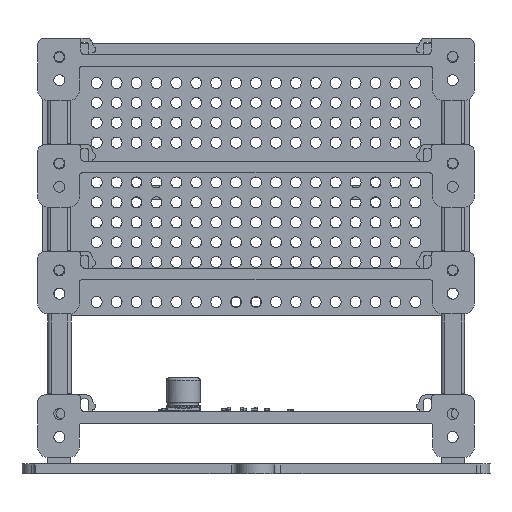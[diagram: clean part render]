
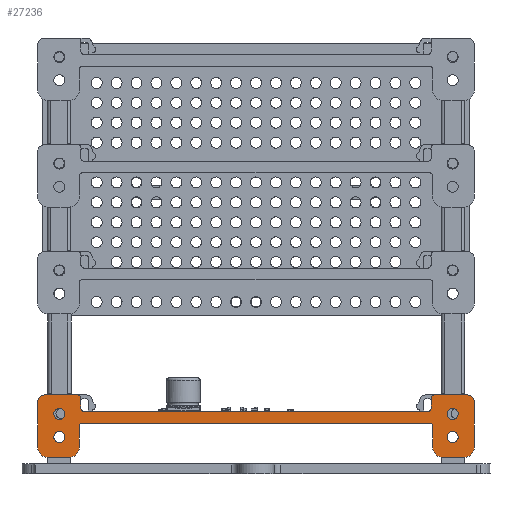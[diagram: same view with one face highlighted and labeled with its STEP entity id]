
A CAD part, front view. The second image highlights one B-rep face of the part: STEP entity #27236.
In plain terms, the highlighted planar face has unit normal (0, -1, 0).
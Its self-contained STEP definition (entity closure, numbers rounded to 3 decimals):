
#971=CIRCLE('',#28389,1.);
#973=CIRCLE('',#28392,1.);
#986=CIRCLE('',#28414,1.65);
#988=CIRCLE('',#28430,1.65);
#994=CIRCLE('',#28447,1.);
#995=CIRCLE('',#28449,2.);
#997=CIRCLE('',#28458,2.);
#999=CIRCLE('',#28461,1.);
#1013=CIRCLE('',#28486,1.65);
#1015=CIRCLE('',#28502,1.65);
#1022=CIRCLE('',#28519,1.);
#1024=CIRCLE('',#28522,1.);
#1026=CIRCLE('',#28529,3.);
#1027=CIRCLE('',#28530,3.);
#1028=CIRCLE('',#28531,3.);
#1029=CIRCLE('',#28532,3.);
#3760=ORIENTED_EDGE('',*,*,#8695,.F.);
#3761=ORIENTED_EDGE('',*,*,#8661,.F.);
#3762=ORIENTED_EDGE('',*,*,#8804,.F.);
#3763=ORIENTED_EDGE('',*,*,#8849,.T.);
#3764=ORIENTED_EDGE('',*,*,#8805,.F.);
#3765=ORIENTED_EDGE('',*,*,#8850,.T.);
#3766=ORIENTED_EDGE('',*,*,#8718,.F.);
#3767=ORIENTED_EDGE('',*,*,#8842,.T.);
#3768=ORIENTED_EDGE('',*,*,#8839,.T.);
#3769=ORIENTED_EDGE('',*,*,#8605,.F.);
#3770=ORIENTED_EDGE('',*,*,#8717,.T.);
#3771=ORIENTED_EDGE('',*,*,#8851,.T.);
#3772=ORIENTED_EDGE('',*,*,#8677,.T.);
#3773=ORIENTED_EDGE('',*,*,#8852,.T.);
#3774=ORIENTED_EDGE('',*,*,#8683,.T.);
#3775=ORIENTED_EDGE('',*,*,#8712,.T.);
#3776=ORIENTED_EDGE('',*,*,#8628,.F.);
#3777=ORIENTED_EDGE('',*,*,#8711,.T.);
#3778=ORIENTED_EDGE('',*,*,#8713,.F.);
#3779=ORIENTED_EDGE('',*,*,#8601,.F.);
#3780=ORIENTED_EDGE('',*,*,#8853,.F.);
#3781=ORIENTED_EDGE('',*,*,#8844,.T.);
#3782=ORIENTED_EDGE('',*,*,#8726,.T.);
#3783=ORIENTED_EDGE('',*,*,#8740,.F.);
#3784=ORIENTED_EDGE('',*,*,#8833,.T.);
#3785=ORIENTED_EDGE('',*,*,#8736,.F.);
#3786=ORIENTED_EDGE('',*,*,#8786,.T.);
#3787=ORIENTED_EDGE('',*,*,#8819,.T.);
#8601=EDGE_CURVE('',#11393,#11394,#971,.T.);
#8605=EDGE_CURVE('',#11397,#11398,#973,.T.);
#8628=EDGE_CURVE('',#11416,#11417,#13660,.T.);
#8661=EDGE_CURVE('',#11444,#11444,#986,.T.);
#8677=EDGE_CURVE('',#11454,#11455,#13698,.T.);
#8683=EDGE_CURVE('',#11458,#11459,#13704,.T.);
#8695=EDGE_CURVE('',#11464,#11464,#988,.T.);
#8711=EDGE_CURVE('',#11416,#11470,#994,.T.);
#8712=EDGE_CURVE('',#11459,#11417,#995,.T.);
#8713=EDGE_CURVE('',#11394,#11470,#13725,.T.);
#8717=EDGE_CURVE('',#11397,#11472,#13729,.T.);
#8718=EDGE_CURVE('',#11473,#11474,#13730,.T.);
#8726=EDGE_CURVE('',#11481,#11482,#13738,.T.);
#8736=EDGE_CURVE('',#11491,#11492,#997,.T.);
#8740=EDGE_CURVE('',#11494,#11482,#999,.T.);
#8786=EDGE_CURVE('',#11531,#11531,#1013,.T.);
#8804=EDGE_CURVE('',#11544,#11491,#13797,.T.);
#8805=EDGE_CURVE('',#11545,#11546,#13798,.T.);
#8819=EDGE_CURVE('',#11552,#11552,#1015,.T.);
#8833=EDGE_CURVE('',#11494,#11492,#13819,.T.);
#8839=EDGE_CURVE('',#11560,#11398,#13825,.T.);
#8842=EDGE_CURVE('',#11473,#11560,#1022,.T.);
#8844=EDGE_CURVE('',#11562,#11481,#1024,.T.);
#8849=EDGE_CURVE('',#11544,#11546,#1026,.F.);
#8850=EDGE_CURVE('',#11545,#11474,#1027,.F.);
#8851=EDGE_CURVE('',#11472,#11454,#1028,.F.);
#8852=EDGE_CURVE('',#11455,#11458,#1029,.F.);
#8853=EDGE_CURVE('',#11562,#11393,#13831,.T.);
#11393=VERTEX_POINT('',#39065);
#11394=VERTEX_POINT('',#39067);
#11397=VERTEX_POINT('',#39074);
#11398=VERTEX_POINT('',#39076);
#11416=VERTEX_POINT('',#39122);
#11417=VERTEX_POINT('',#39124);
#11444=VERTEX_POINT('',#39187);
#11454=VERTEX_POINT('',#39220);
#11455=VERTEX_POINT('',#39221);
#11458=VERTEX_POINT('',#39231);
#11459=VERTEX_POINT('',#39232);
#11464=VERTEX_POINT('',#39255);
#11470=VERTEX_POINT('',#39287);
#11472=VERTEX_POINT('',#39299);
#11473=VERTEX_POINT('',#39303);
#11474=VERTEX_POINT('',#39304);
#11481=VERTEX_POINT('',#39321);
#11482=VERTEX_POINT('',#39322);
#11491=VERTEX_POINT('',#39341);
#11492=VERTEX_POINT('',#39343);
#11494=VERTEX_POINT('',#39349);
#11531=VERTEX_POINT('',#39444);
#11544=VERTEX_POINT('',#39480);
#11545=VERTEX_POINT('',#39484);
#11546=VERTEX_POINT('',#39485);
#11552=VERTEX_POINT('',#39512);
#11560=VERTEX_POINT('',#39549);
#11562=VERTEX_POINT('',#39558);
#13660=LINE('',#39123,#15843);
#13698=LINE('',#39219,#15881);
#13704=LINE('',#39230,#15887);
#13725=LINE('',#39292,#15908);
#13729=LINE('',#39300,#15912);
#13730=LINE('',#39302,#15913);
#13738=LINE('',#39320,#15921);
#13797=LINE('',#39481,#15980);
#13798=LINE('',#39483,#15981);
#13819=LINE('',#39535,#16002);
#13825=LINE('',#39548,#16008);
#13831=LINE('',#39572,#16014);
#15843=VECTOR('',#31302,1000.);
#15881=VECTOR('',#31382,1000.);
#15887=VECTOR('',#31390,1000.);
#15908=VECTOR('',#31467,1000.);
#15912=VECTOR('',#31475,1000.);
#15913=VECTOR('',#31478,1000.);
#15921=VECTOR('',#31490,1000.);
#15980=VECTOR('',#31625,1000.);
#15981=VECTOR('',#31628,1000.);
#16002=VECTOR('',#31683,1000.);
#16008=VECTOR('',#31701,1000.);
#16014=VECTOR('',#31737,1000.);
#17832=EDGE_LOOP('',(#3760));
#17833=EDGE_LOOP('',(#3761));
#17834=EDGE_LOOP('',(#3762,#3763,#3764,#3765,#3766,#3767,#3768,#3769,#3770,
#3771,#3772,#3773,#3774,#3775,#3776,#3777,#3778,#3779,#3780,#3781,#3782,
#3783,#3784,#3785));
#17835=EDGE_LOOP('',(#3786));
#17836=EDGE_LOOP('',(#3787));
#19704=FACE_BOUND('',#17832,.T.);
#19705=FACE_BOUND('',#17833,.T.);
#19706=FACE_BOUND('',#17834,.T.);
#19707=FACE_BOUND('',#17835,.T.);
#19708=FACE_BOUND('',#17836,.T.);
#21384=PLANE('',#28528);
#27236=ADVANCED_FACE('',(#19704,#19705,#19706,#19707,#19708),#21384,.F.);
#28389=AXIS2_PLACEMENT_3D('',#39066,#31256,#31257);
#28392=AXIS2_PLACEMENT_3D('',#39075,#31264,#31265);
#28414=AXIS2_PLACEMENT_3D('',#39186,#31351,#31352);
#28430=AXIS2_PLACEMENT_3D('',#39254,#31415,#31416);
#28447=AXIS2_PLACEMENT_3D('',#39288,#31459,#31460);
#28449=AXIS2_PLACEMENT_3D('',#39290,#31463,#31464);
#28458=AXIS2_PLACEMENT_3D('',#39342,#31503,#31504);
#28461=AXIS2_PLACEMENT_3D('',#39350,#31511,#31512);
#28486=AXIS2_PLACEMENT_3D('',#39443,#31593,#31594);
#28502=AXIS2_PLACEMENT_3D('',#39511,#31656,#31657);
#28519=AXIS2_PLACEMENT_3D('',#39553,#31706,#31707);
#28522=AXIS2_PLACEMENT_3D('',#39557,#31712,#31713);
#28528=AXIS2_PLACEMENT_3D('',#39567,#31727,#31728);
#28529=AXIS2_PLACEMENT_3D('',#39568,#31729,#31730);
#28530=AXIS2_PLACEMENT_3D('',#39569,#31731,#31732);
#28531=AXIS2_PLACEMENT_3D('',#39570,#31733,#31734);
#28532=AXIS2_PLACEMENT_3D('',#39571,#31735,#31736);
#31256=DIRECTION('',(0.,-1.,0.));
#31257=DIRECTION('',(0.,0.,1.));
#31264=DIRECTION('',(0.,-1.,0.));
#31265=DIRECTION('',(0.,0.,1.));
#31302=DIRECTION('',(1.,0.,0.));
#31351=DIRECTION('',(0.,-1.,0.));
#31352=DIRECTION('',(0.,0.,1.));
#31382=DIRECTION('',(1.,0.,0.));
#31390=DIRECTION('',(0.,0.,1.));
#31415=DIRECTION('',(0.,-1.,0.));
#31416=DIRECTION('',(0.,0.,1.));
#31459=DIRECTION('',(0.,-1.,0.));
#31460=DIRECTION('',(0.,0.,1.));
#31463=DIRECTION('',(0.,-1.,0.));
#31464=DIRECTION('',(0.,0.,1.));
#31467=DIRECTION('',(0.,0.,1.));
#31475=DIRECTION('',(0.,0.,-1.));
#31478=DIRECTION('',(0.,0.,-1.));
#31490=DIRECTION('',(0.,0.,1.));
#31503=DIRECTION('',(0.,1.,0.));
#31504=DIRECTION('',(0.,0.,1.));
#31511=DIRECTION('',(0.,1.,0.));
#31512=DIRECTION('',(0.,0.,1.));
#31593=DIRECTION('',(0.,1.,0.));
#31594=DIRECTION('',(0.,0.,1.));
#31625=DIRECTION('',(0.,0.,1.));
#31628=DIRECTION('',(-1.,0.,0.));
#31656=DIRECTION('',(0.,1.,0.));
#31657=DIRECTION('',(0.,0.,1.));
#31683=DIRECTION('',(-1.,0.,0.));
#31701=DIRECTION('',(1.,0.,0.));
#31706=DIRECTION('',(0.,1.,0.));
#31707=DIRECTION('',(0.,0.,1.));
#31712=DIRECTION('',(0.,1.,0.));
#31713=DIRECTION('',(0.,0.,1.));
#31727=DIRECTION('',(0.,1.,0.));
#31728=DIRECTION('',(0.,0.,1.));
#31729=DIRECTION('',(0.,1.,0.));
#31730=DIRECTION('',(0.,0.,1.));
#31731=DIRECTION('',(0.,1.,0.));
#31732=DIRECTION('',(0.,0.,1.));
#31733=DIRECTION('',(0.,1.,0.));
#31734=DIRECTION('',(0.,0.,1.));
#31735=DIRECTION('',(0.,1.,0.));
#31736=DIRECTION('',(0.,0.,1.));
#31737=DIRECTION('',(1.,0.,0.));
#39065=CARTESIAN_POINT('',(51.75,0.,2.5));
#39066=CARTESIAN_POINT('',(51.75,0.,3.5));
#39067=CARTESIAN_POINT('',(52.75,0.,3.5));
#39074=CARTESIAN_POINT('',(53.25,0.,-2.));
#39075=CARTESIAN_POINT('',(52.25,0.,-2.));
#39076=CARTESIAN_POINT('',(52.25,0.,-1.));
#39122=CARTESIAN_POINT('',(53.75,0.,7.499));
#39123=CARTESIAN_POINT('',(0.5,0.,7.499));
#39124=CARTESIAN_POINT('',(63.75,0.,7.499));
#39186=CARTESIAN_POINT('',(59.25,0.,1.8));
#39187=CARTESIAN_POINT('',(59.25,0.,3.45));
#39219=CARTESIAN_POINT('',(-47.5,0.,-11.3));
#39220=CARTESIAN_POINT('',(56.25,0.,-11.3));
#39221=CARTESIAN_POINT('',(62.75,0.,-11.3));
#39230=CARTESIAN_POINT('',(65.75,0.,-2.5));
#39231=CARTESIAN_POINT('',(65.75,0.,-8.3));
#39232=CARTESIAN_POINT('',(65.75,0.,5.499));
#39254=CARTESIAN_POINT('',(59.25,0.,-5.2));
#39255=CARTESIAN_POINT('',(59.25,0.,-3.55));
#39287=CARTESIAN_POINT('',(52.75,0.,6.499));
#39288=CARTESIAN_POINT('',(53.75,0.,6.499));
#39290=CARTESIAN_POINT('',(63.75,0.,5.499));
#39292=CARTESIAN_POINT('',(52.75,0.,5.5));
#39299=CARTESIAN_POINT('',(53.25,0.,-8.3));
#39300=CARTESIAN_POINT('',(53.25,0.,-9.5));
#39302=CARTESIAN_POINT('',(-53.25,0.,-9.5));
#39303=CARTESIAN_POINT('',(-53.25,0.,-2.));
#39304=CARTESIAN_POINT('',(-53.25,0.,-8.3));
#39320=CARTESIAN_POINT('',(-52.75,0.,5.5));
#39321=CARTESIAN_POINT('',(-52.75,0.,3.5));
#39322=CARTESIAN_POINT('',(-52.75,0.,6.499));
#39341=CARTESIAN_POINT('',(-65.75,0.,5.499));
#39342=CARTESIAN_POINT('',(-63.75,0.,5.499));
#39343=CARTESIAN_POINT('',(-63.75,0.,7.499));
#39349=CARTESIAN_POINT('',(-53.75,0.,7.499));
#39350=CARTESIAN_POINT('',(-53.75,0.,6.499));
#39443=CARTESIAN_POINT('',(-59.25,0.,-5.2));
#39444=CARTESIAN_POINT('',(-59.25,0.,-3.55));
#39480=CARTESIAN_POINT('',(-65.75,0.,-8.3));
#39481=CARTESIAN_POINT('',(-65.75,0.,-2.5));
#39483=CARTESIAN_POINT('',(47.5,0.,-11.3));
#39484=CARTESIAN_POINT('',(-56.25,0.,-11.3));
#39485=CARTESIAN_POINT('',(-62.75,0.,-11.3));
#39511=CARTESIAN_POINT('',(-59.25,0.,1.8));
#39512=CARTESIAN_POINT('',(-59.25,0.,3.45));
#39535=CARTESIAN_POINT('',(-0.5,0.,7.499));
#39548=CARTESIAN_POINT('',(-49.25,0.,-1.));
#39549=CARTESIAN_POINT('',(-52.25,0.,-1.));
#39553=CARTESIAN_POINT('',(-52.25,0.,-2.));
#39557=CARTESIAN_POINT('',(-51.75,0.,3.5));
#39558=CARTESIAN_POINT('',(-51.75,0.,2.5));
#39567=CARTESIAN_POINT('',(0.,0.,0.));
#39568=CARTESIAN_POINT('',(-62.75,0.,-8.3));
#39569=CARTESIAN_POINT('',(-56.25,0.,-8.3));
#39570=CARTESIAN_POINT('',(56.25,0.,-8.3));
#39571=CARTESIAN_POINT('',(62.75,0.,-8.3));
#39572=CARTESIAN_POINT('',(-55.,0.,2.5));
